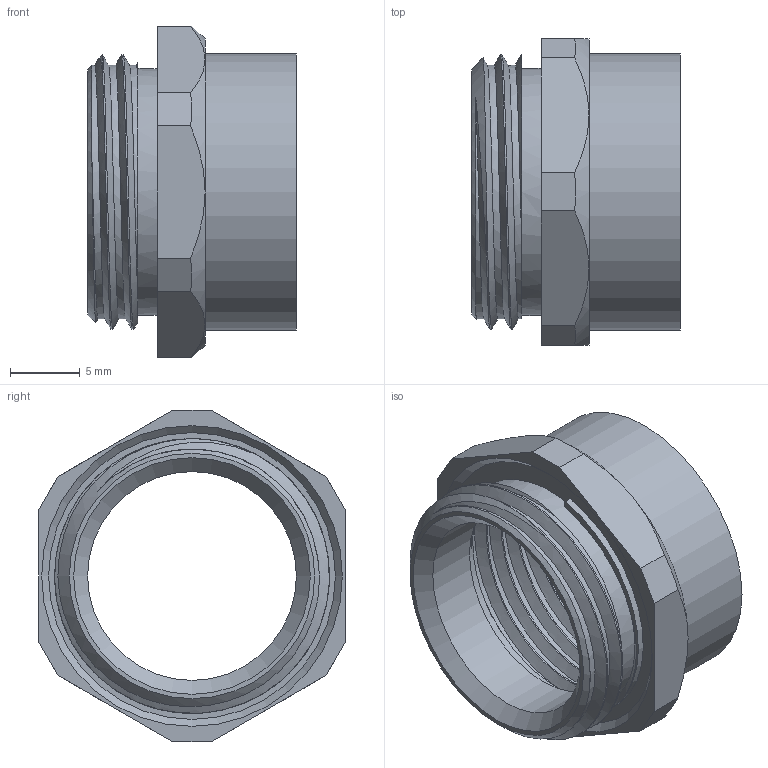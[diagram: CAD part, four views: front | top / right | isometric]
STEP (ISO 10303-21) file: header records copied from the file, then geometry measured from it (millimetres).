
FILE_DESCRIPTION(/* description */ ('Adapter M 20x1,5 /PG 11'),/* implementation_level */ '2;1');
FILE_NAME(/* name */ '61070712-RST.stp',/* time_stamp */ '2020-07-28T13:49:20+02:00',/* author */ ('sl'),/* organization */ (''),/* preprocessor_version */ 'ST-DEVELOPER v16.5',/* originating_system */ 'Autodesk Inventor 2017',/* authorisation */ '');
FILE_SCHEMA (('AUTOMOTIVE_DESIGN { 1 0 10303 214 3 1 1 }'));
Length unit declared in the file: millimetre
Products named in the file (1): Adapter-05-BT-0001-61070712
Bounding box: 15 x 22 x 23.81 mm (x, y, z)
Volume: 1206.1 mm3; surface area: 2632.3 mm2
Topology: 1 solids, 1 shells, 52 faces, 128 edges, 83 vertices
Faces by surface type: plane 22, cylinder 14, cone 10, bspline 6
Full cylindrical faces by diameter (mm): 15 x1, 17.25 x6, 17.75 x1, 19.83 x1
Entity records: 2931 total; most frequent: CARTESIAN_POINT 1974, ORIENTED_EDGE 196, DIRECTION 169, EDGE_CURVE 98, AXIS2_PLACEMENT_3D 70, VERTEX_POINT 67, EDGE_LOOP 61, FACE_OUTER_BOUND 46
